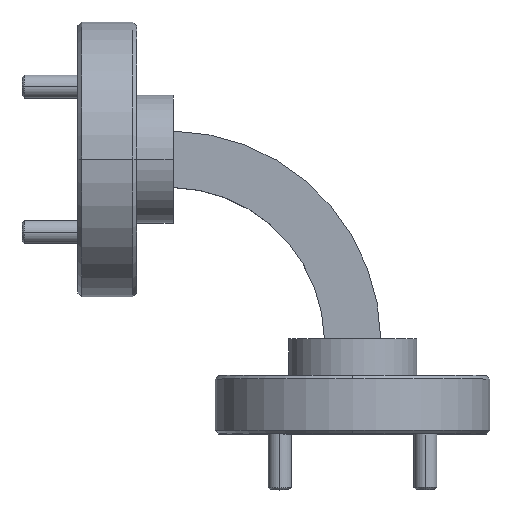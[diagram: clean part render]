
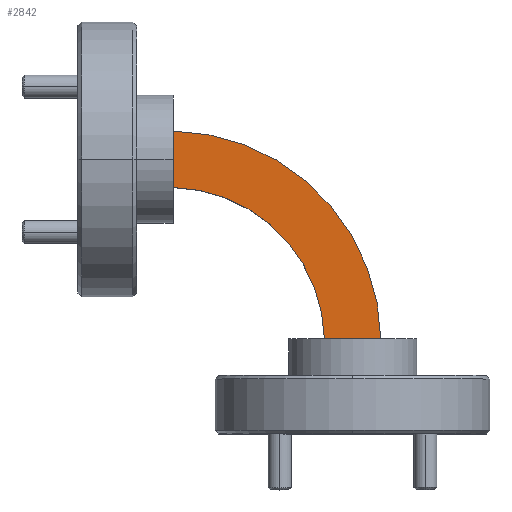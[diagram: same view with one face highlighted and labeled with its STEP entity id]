
A CAD part, top view. The second image highlights one B-rep face of the part: STEP entity #2842.
In plain terms, the highlighted planar face has unit normal (0, 0, 1).
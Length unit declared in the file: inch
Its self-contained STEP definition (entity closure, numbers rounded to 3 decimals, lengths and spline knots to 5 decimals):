
#38 = LINE ( 'NONE', #1293, #7539 ) ;
#146 = DIRECTION ( 'NONE',  ( -1., 0., 0. ) ) ;
#152 = VERTEX_POINT ( 'NONE', #2305 ) ;
#322 = CIRCLE ( 'NONE', #4778, 0.577 ) ;
#591 = VERTEX_POINT ( 'NONE', #2892 ) ;
#651 = LINE ( 'NONE', #7776, #3477 ) ;
#866 = PLANE ( 'NONE',  #2250 ) ;
#1293 = CARTESIAN_POINT ( 'NONE',  ( -1.8492, 0.12706, 0.63306 ) ) ;
#2250 = AXIS2_PLACEMENT_3D ( 'NONE', #5207, #5369, #7096 ) ;
#2270 = CARTESIAN_POINT ( 'NONE',  ( -1.8392, 0.69397, 0.63306 ) ) ;
#2305 = CARTESIAN_POINT ( 'NONE',  ( -1.42632, 0.12706, 0.63306 ) ) ;
#2377 = ORIENTED_EDGE ( 'NONE', *, *, #3008, .F. ) ;
#2422 = EDGE_CURVE ( 'NONE', #6462, #3674, #651, .T. ) ;
#2520 = ORIENTED_EDGE ( 'NONE', *, *, #7505, .T. ) ;
#2546 = ORIENTED_EDGE ( 'NONE', *, *, #2422, .F. ) ;
#2743 = DIRECTION ( 'NONE',  ( 0., 0., -1. ) ) ;
#2842 = ADVANCED_FACE ( 'NONE', ( #3888 ), #866, .T. ) ;
#2892 = CARTESIAN_POINT ( 'NONE',  ( -1.27229, 0.12706, 0.63306 ) ) ;
#3008 = EDGE_CURVE ( 'NONE', #591, #152, #38, .T. ) ;
#3019 = DIRECTION ( 'NONE',  ( 0., 1., 0. ) ) ;
#3151 = DIRECTION ( 'NONE',  ( -1., 0., 0. ) ) ;
#3477 = VECTOR ( 'NONE', #3019, 39.37008 ) ;
#3565 = CARTESIAN_POINT ( 'NONE',  ( -1.8392, 0.53994, 0.63306 ) ) ;
#3674 = VERTEX_POINT ( 'NONE', #2270 ) ;
#3888 = FACE_OUTER_BOUND ( 'NONE', #4039, .T. ) ;
#3933 = CARTESIAN_POINT ( 'NONE',  ( -1.8492, 0.11706, 0.63306 ) ) ;
#4039 = EDGE_LOOP ( 'NONE', ( #2377, #5475, #2546, #2520 ) ) ;
#4227 = EDGE_CURVE ( 'NONE', #3674, #591, #322, .T. ) ;
#4548 = CIRCLE ( 'NONE', #6788, 0.423 ) ;
#4778 = AXIS2_PLACEMENT_3D ( 'NONE', #7399, #5578, #146 ) ;
#5207 = CARTESIAN_POINT ( 'NONE',  ( -1.8492, 0.54006, 0.63306 ) ) ;
#5369 = DIRECTION ( 'NONE',  ( 0., 0., 1. ) ) ;
#5475 = ORIENTED_EDGE ( 'NONE', *, *, #4227, .F. ) ;
#5578 = DIRECTION ( 'NONE',  ( 0., 0., -1. ) ) ;
#5742 = DIRECTION ( 'NONE',  ( -1., 0., 0. ) ) ;
#6462 = VERTEX_POINT ( 'NONE', #3565 ) ;
#6788 = AXIS2_PLACEMENT_3D ( 'NONE', #3933, #2743, #5742 ) ;
#7096 = DIRECTION ( 'NONE',  ( 1., 0., 0. ) ) ;
#7399 = CARTESIAN_POINT ( 'NONE',  ( -1.8492, 0.11706, 0.63306 ) ) ;
#7505 = EDGE_CURVE ( 'NONE', #6462, #152, #4548, .T. ) ;
#7539 = VECTOR ( 'NONE', #3151, 39.37008 ) ;
#7776 = CARTESIAN_POINT ( 'NONE',  ( -1.8392, 0.54006, 0.63306 ) ) ;
